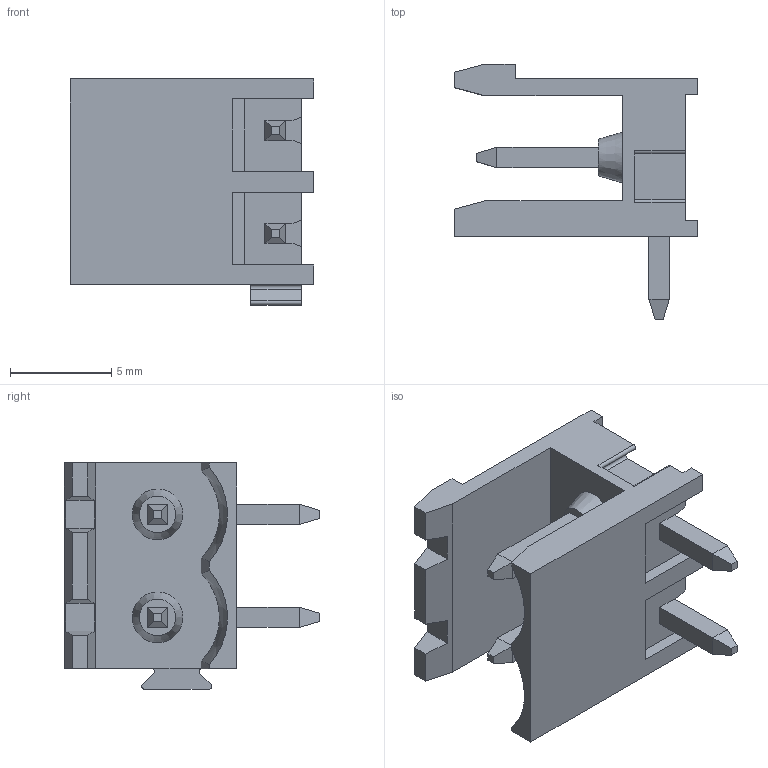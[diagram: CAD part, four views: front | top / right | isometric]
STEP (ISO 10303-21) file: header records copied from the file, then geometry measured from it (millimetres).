
FILE_DESCRIPTION(('STEP AP214'),'1');
FILE_NAME('PV02-5,08-H-M.stp','2019-09-18T07:31:49',(' '),(' '),'Spatial InterOp 3D',' ',' ');
FILE_SCHEMA(('automotive_design'));
Length unit declared in the file: metre
Products named in the file (1): 1
Bounding box: 12 x 12.6 x 11.16 mm (x, y, z)
Volume: 436.6 mm3; surface area: 819.7 mm2
Topology: 1 solids, 1 shells, 137 faces, 361 edges, 230 vertices
Faces by surface type: plane 121, cylinder 12, cone 4
Entity records: 5236 total; most frequent: CARTESIAN_POINT 739, ORIENTED_EDGE 718, DIRECTION 661, EDGE_CURVE 359, LINE 325, VECTOR 325, VERTEX_POINT 230, AXIS2_PLACEMENT_3D 168
